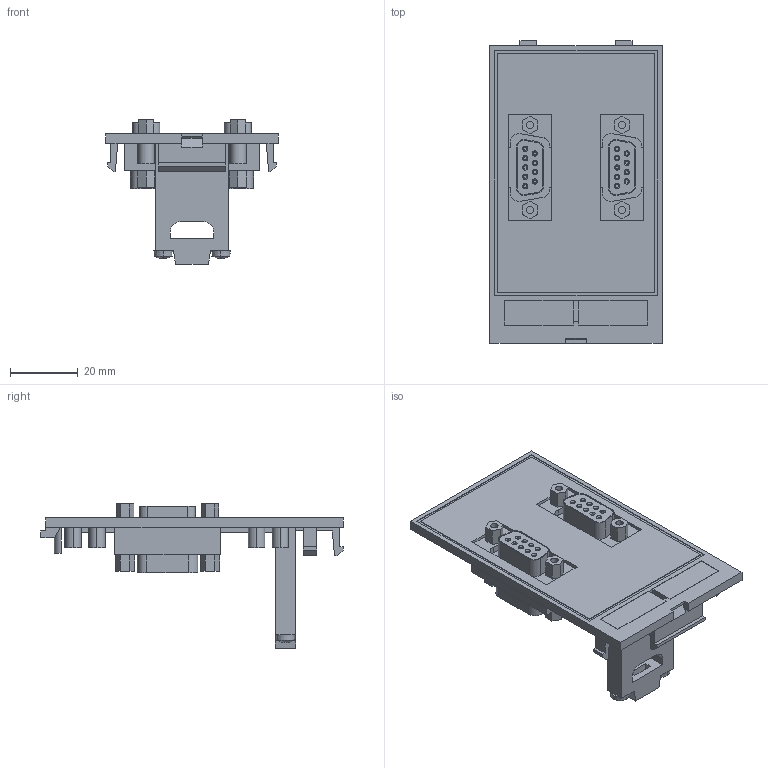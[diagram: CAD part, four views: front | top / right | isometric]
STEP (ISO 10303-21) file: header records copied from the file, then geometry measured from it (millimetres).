
FILE_DESCRIPTION(('Creo Elements/Direct Modeling STEP Export'),'2;1');
FILE_NAME('model.stp','2019-05-14T 1:44:37',(''),(''),'Creo Elements/Direct Modeling STEP processor for AP214 (Solid Model)','Creo Elements/Direct Modeling 20.1A 29-Sep-2018 (C) Parametric Technology GmbH','');
FILE_SCHEMA(('AUTOMOTIVE_DESIGN { 1 0 10303 214 1 1 1 1 }'));
Length unit declared in the file: millimetre
Products named in the file (2): VS_SI_FP_2DSUB9_GC_BU_ST-select
Assembly tree (1 placements, depth 2):
  VS_SI_FP_2DSUB9_GC_BU_ST-select
    VS_SI_FP_2DSUB9_GC_BU_ST-select
Bounding box: 50.7 x 89 x 42.5 mm (x, y, z)
Volume: 25314.3 mm3; surface area: 18874.6 mm2
Topology: 1 solids, 1 shells, 551 faces, 1396 edges, 932 vertices
Faces by surface type: plane 318, cylinder 163, cone 60, torus 8, sphere 2
Entity records: 20082 total; most frequent: CARTESIAN_POINT 2903, ORIENTED_EDGE 2784, DIRECTION 2435, EDGE_CURVE 1392, VERTEX_POINT 932, VECTOR 867, LINE 867, AXIS2_PLACEMENT_3D 784
